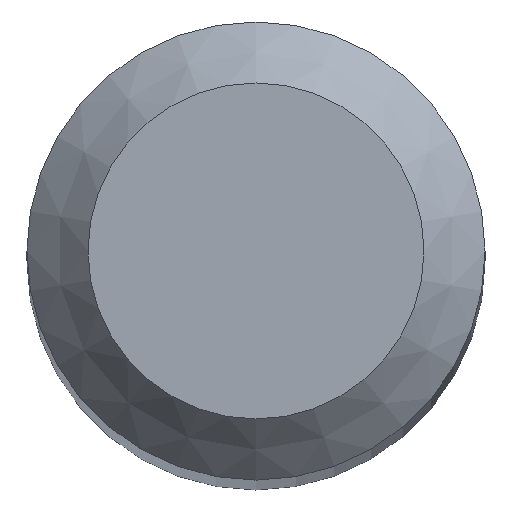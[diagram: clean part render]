
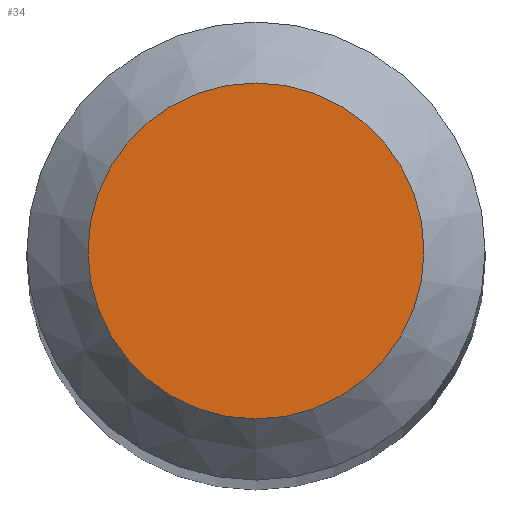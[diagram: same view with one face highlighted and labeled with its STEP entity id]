
A CAD part, top view. The second image highlights one B-rep face of the part: STEP entity #34.
In plain terms, the highlighted planar face has unit normal (0, 0, 1).
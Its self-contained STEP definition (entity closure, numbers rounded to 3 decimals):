
#14 = EDGE_CURVE ( 'NONE', #114, #114, #25, .T. ) ;
#25 = CIRCLE ( 'NONE', #59, 0.55 ) ;
#30 = CARTESIAN_POINT ( 'NONE',  ( 0., 0., 30. ) ) ;
#31 = DIRECTION ( 'NONE',  ( 0., 0., -1. ) ) ;
#34 = ADVANCED_FACE ( 'NONE', ( #91 ), #161, .F. ) ;
#36 = CARTESIAN_POINT ( 'NONE',  ( 0., 0.55, 30. ) ) ;
#59 = AXIS2_PLACEMENT_3D ( 'NONE', #186, #31, #197 ) ;
#67 = ORIENTED_EDGE ( 'NONE', *, *, #14, .F. ) ;
#91 = FACE_OUTER_BOUND ( 'NONE', #184, .T. ) ;
#96 = DIRECTION ( 'NONE',  ( 0., 1., 0. ) ) ;
#114 = VERTEX_POINT ( 'NONE', #36 ) ;
#160 = DIRECTION ( 'NONE',  ( 0., 0., -1. ) ) ;
#161 = PLANE ( 'NONE',  #214 ) ;
#184 = EDGE_LOOP ( 'NONE', ( #67 ) ) ;
#186 = CARTESIAN_POINT ( 'NONE',  ( 0., 0., 30. ) ) ;
#197 = DIRECTION ( 'NONE',  ( 0., 1., 0. ) ) ;
#214 = AXIS2_PLACEMENT_3D ( 'NONE', #30, #160, #96 ) ;
